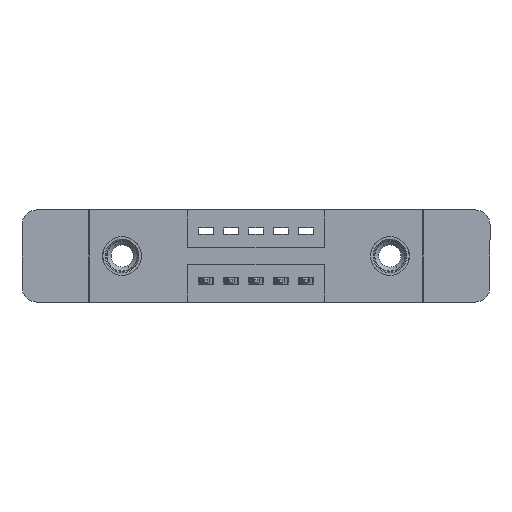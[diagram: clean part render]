
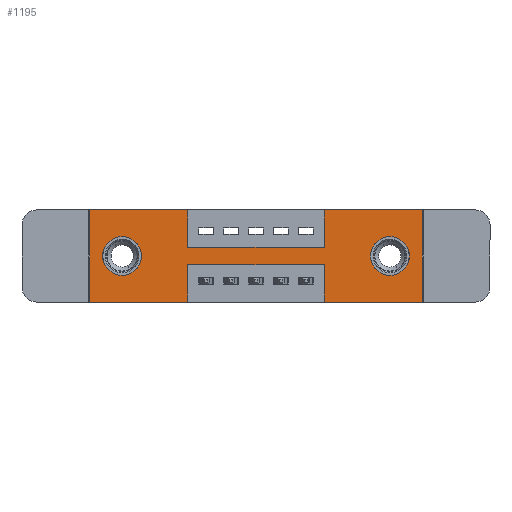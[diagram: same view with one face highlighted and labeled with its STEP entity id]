
A CAD part, front view. The second image highlights one B-rep face of the part: STEP entity #1195.
In plain terms, the highlighted planar face has unit normal (0, -1, 0).
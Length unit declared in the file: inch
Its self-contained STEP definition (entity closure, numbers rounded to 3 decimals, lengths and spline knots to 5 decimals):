
#110 = DIRECTION ( 'NONE',  ( 0., 1., 0. ) ) ;
#151 = LINE ( 'NONE', #12023, #10115 ) ;
#206 = CARTESIAN_POINT ( 'NONE',  ( 0.9425, 0., -0.37 ) ) ;
#415 = EDGE_LOOP ( 'NONE', ( #8807, #904, #7889, #8288, #2946, #9865, #8266, #1921, #8983, #5468, #3891, #6634 ) ) ;
#430 = EDGE_CURVE ( 'NONE', #7988, #11397, #11775, .T. ) ;
#904 = ORIENTED_EDGE ( 'NONE', *, *, #1984, .F. ) ;
#929 = CARTESIAN_POINT ( 'NONE',  ( 0.3925, 0., -0.37 ) ) ;
#976 = EDGE_LOOP ( 'NONE', ( #1265, #7409 ) ) ;
#1014 = CARTESIAN_POINT ( 'NONE',  ( 0., 0., -0.37 ) ) ;
#1071 = EDGE_CURVE ( 'NONE', #11973, #2256, #2293, .T. ) ;
#1195 = ADVANCED_FACE ( 'NONE', ( #7535, #5485, #1808 ), #11805, .T. ) ;
#1223 = VERTEX_POINT ( 'NONE', #10720 ) ;
#1265 = ORIENTED_EDGE ( 'NONE', *, *, #8389, .T. ) ;
#1344 = LINE ( 'NONE', #4933, #12155 ) ;
#1445 = CARTESIAN_POINT ( 'NONE',  ( 0.9425, 0., -0.37 ) ) ;
#1470 = CARTESIAN_POINT ( 'NONE',  ( 0., 0., 0. ) ) ;
#1537 = VECTOR ( 'NONE', #10951, 39.37008 ) ;
#1633 = CARTESIAN_POINT ( 'NONE',  ( 0., 0., -0.37 ) ) ;
#1723 = EDGE_CURVE ( 'NONE', #11433, #5131, #3051, .T. ) ;
#1808 = FACE_OUTER_BOUND ( 'NONE', #415, .T. ) ;
#1921 = ORIENTED_EDGE ( 'NONE', *, *, #7806, .F. ) ;
#1984 = EDGE_CURVE ( 'NONE', #5131, #11973, #11686, .T. ) ;
#2031 = DIRECTION ( 'NONE',  ( 1., 0., 0. ) ) ;
#2068 = CARTESIAN_POINT ( 'NONE',  ( 0.9425, 0., -0.22 ) ) ;
#2078 = LINE ( 'NONE', #12748, #8871 ) ;
#2117 = DIRECTION ( 'NONE',  ( 0., -1., 0. ) ) ;
#2217 = CARTESIAN_POINT ( 'NONE',  ( 0.13, 0., -0.185 ) ) ;
#2256 = VERTEX_POINT ( 'NONE', #5216 ) ;
#2293 = LINE ( 'NONE', #929, #3475 ) ;
#2453 = CARTESIAN_POINT ( 'NONE',  ( 0.13, 0., -0.263 ) ) ;
#2456 = DIRECTION ( 'NONE',  ( -1., 0., 0. ) ) ;
#2509 = AXIS2_PLACEMENT_3D ( 'NONE', #6569, #110, #8772 ) ;
#2815 = EDGE_CURVE ( 'NONE', #12949, #11433, #7278, .T. ) ;
#2898 = DIRECTION ( 'NONE',  ( 0., 0., -1. ) ) ;
#2917 = CARTESIAN_POINT ( 'NONE',  ( 0.3925, 0., -0.22 ) ) ;
#2946 = ORIENTED_EDGE ( 'NONE', *, *, #5985, .F. ) ;
#3039 = VECTOR ( 'NONE', #4029, 39.37008 ) ;
#3051 = LINE ( 'NONE', #206, #9364 ) ;
#3309 = LINE ( 'NONE', #4679, #9769 ) ;
#3353 = EDGE_CURVE ( 'NONE', #3907, #1223, #8326, .T. ) ;
#3475 = VECTOR ( 'NONE', #10585, 39.37008 ) ;
#3504 = VERTEX_POINT ( 'NONE', #1633 ) ;
#3766 = EDGE_CURVE ( 'NONE', #3821, #9857, #11822, .T. ) ;
#3787 = DIRECTION ( 'NONE',  ( 0., 0., -1. ) ) ;
#3821 = VERTEX_POINT ( 'NONE', #10744 ) ;
#3891 = ORIENTED_EDGE ( 'NONE', *, *, #11515, .F. ) ;
#3907 = VERTEX_POINT ( 'NONE', #1470 ) ;
#4029 = DIRECTION ( 'NONE',  ( -1., 0., 0. ) ) ;
#4199 = VECTOR ( 'NONE', #11113, 39.37008 ) ;
#4451 = CARTESIAN_POINT ( 'NONE',  ( 0., 0., -0.37 ) ) ;
#4545 = EDGE_CURVE ( 'NONE', #5449, #9555, #11640, .T. ) ;
#4679 = CARTESIAN_POINT ( 'NONE',  ( 0.3925, 0., 0. ) ) ;
#4693 = DIRECTION ( 'NONE',  ( 0., 0., -1. ) ) ;
#4933 = CARTESIAN_POINT ( 'NONE',  ( 0., 0., 0. ) ) ;
#5131 = VERTEX_POINT ( 'NONE', #2068 ) ;
#5181 = LINE ( 'NONE', #13505, #5675 ) ;
#5216 = CARTESIAN_POINT ( 'NONE',  ( 0.3925, 0., -0.37 ) ) ;
#5449 = VERTEX_POINT ( 'NONE', #7363 ) ;
#5468 = ORIENTED_EDGE ( 'NONE', *, *, #3353, .F. ) ;
#5485 = FACE_BOUND ( 'NONE', #11570, .T. ) ;
#5675 = VECTOR ( 'NONE', #2898, 39.37008 ) ;
#5831 = AXIS2_PLACEMENT_3D ( 'NONE', #11923, #10701, #11783 ) ;
#5918 = CARTESIAN_POINT ( 'NONE',  ( 1.205, 0., -0.185 ) ) ;
#5985 = EDGE_CURVE ( 'NONE', #11397, #12949, #5181, .T. ) ;
#6023 = VECTOR ( 'NONE', #2031, 39.37008 ) ;
#6569 = CARTESIAN_POINT ( 'NONE',  ( 1.205, 0., -0.185 ) ) ;
#6634 = ORIENTED_EDGE ( 'NONE', *, *, #11374, .F. ) ;
#6789 = EDGE_CURVE ( 'NONE', #9857, #3821, #8553, .T. ) ;
#6962 = AXIS2_PLACEMENT_3D ( 'NONE', #2217, #7571, #9803 ) ;
#6983 = CIRCLE ( 'NONE', #2509, 0.078 ) ;
#7269 = DIRECTION ( 'NONE',  ( 1., 0., 0. ) ) ;
#7278 = LINE ( 'NONE', #4451, #1537 ) ;
#7363 = CARTESIAN_POINT ( 'NONE',  ( 1.205, 0., -0.263 ) ) ;
#7409 = ORIENTED_EDGE ( 'NONE', *, *, #4545, .T. ) ;
#7535 = FACE_BOUND ( 'NONE', #976, .T. ) ;
#7571 = DIRECTION ( 'NONE',  ( 0., 1., 0. ) ) ;
#7806 = EDGE_CURVE ( 'NONE', #11008, #12032, #2078, .T. ) ;
#7889 = ORIENTED_EDGE ( 'NONE', *, *, #1723, .F. ) ;
#7988 = VERTEX_POINT ( 'NONE', #8692 ) ;
#8266 = ORIENTED_EDGE ( 'NONE', *, *, #11314, .F. ) ;
#8282 = LINE ( 'NONE', #12167, #4199 ) ;
#8288 = ORIENTED_EDGE ( 'NONE', *, *, #2815, .F. ) ;
#8302 = AXIS2_PLACEMENT_3D ( 'NONE', #1014, #2117, #8568 ) ;
#8326 = LINE ( 'NONE', #9097, #13178 ) ;
#8389 = EDGE_CURVE ( 'NONE', #9555, #5449, #6983, .T. ) ;
#8553 = CIRCLE ( 'NONE', #6962, 0.078 ) ;
#8568 = DIRECTION ( 'NONE',  ( 0., 0., -1. ) ) ;
#8692 = CARTESIAN_POINT ( 'NONE',  ( 0.9425, 0., 0. ) ) ;
#8772 = DIRECTION ( 'NONE',  ( 0., 0., -1. ) ) ;
#8807 = ORIENTED_EDGE ( 'NONE', *, *, #1071, .F. ) ;
#8871 = VECTOR ( 'NONE', #7269, 39.37008 ) ;
#8979 = DIRECTION ( 'NONE',  ( 0., 1., 0. ) ) ;
#8983 = ORIENTED_EDGE ( 'NONE', *, *, #12962, .F. ) ;
#9097 = CARTESIAN_POINT ( 'NONE',  ( 0., 0., 0. ) ) ;
#9238 = CARTESIAN_POINT ( 'NONE',  ( 0.3925, 0., -0.15 ) ) ;
#9320 = DIRECTION ( 'NONE',  ( 0., 0., 1. ) ) ;
#9364 = VECTOR ( 'NONE', #11912, 39.37008 ) ;
#9555 = VERTEX_POINT ( 'NONE', #9585 ) ;
#9585 = CARTESIAN_POINT ( 'NONE',  ( 1.205, 0., -0.107 ) ) ;
#9769 = VECTOR ( 'NONE', #3787, 39.37008 ) ;
#9803 = DIRECTION ( 'NONE',  ( 0., 0., 1. ) ) ;
#9857 = VERTEX_POINT ( 'NONE', #2453 ) ;
#9865 = ORIENTED_EDGE ( 'NONE', *, *, #430, .F. ) ;
#9996 = CARTESIAN_POINT ( 'NONE',  ( 1.335, 0., 0. ) ) ;
#10029 = CARTESIAN_POINT ( 'NONE',  ( 0.3925, 0., -0.22 ) ) ;
#10115 = VECTOR ( 'NONE', #2456, 39.37008 ) ;
#10308 = DIRECTION ( 'NONE',  ( 1., 0., 0. ) ) ;
#10418 = ORIENTED_EDGE ( 'NONE', *, *, #3766, .T. ) ;
#10585 = DIRECTION ( 'NONE',  ( 0., 0., -1. ) ) ;
#10701 = DIRECTION ( 'NONE',  ( 0., 1., 0. ) ) ;
#10720 = CARTESIAN_POINT ( 'NONE',  ( 0.3925, 0., 0. ) ) ;
#10744 = CARTESIAN_POINT ( 'NONE',  ( 0.13, 0., -0.107 ) ) ;
#10951 = DIRECTION ( 'NONE',  ( -1., 0., 0. ) ) ;
#11008 = VERTEX_POINT ( 'NONE', #9238 ) ;
#11113 = DIRECTION ( 'NONE',  ( 0., 0., 1. ) ) ;
#11314 = EDGE_CURVE ( 'NONE', #12032, #7988, #8282, .T. ) ;
#11374 = EDGE_CURVE ( 'NONE', #2256, #3504, #151, .T. ) ;
#11397 = VERTEX_POINT ( 'NONE', #9996 ) ;
#11433 = VERTEX_POINT ( 'NONE', #1445 ) ;
#11515 = EDGE_CURVE ( 'NONE', #3504, #3907, #1344, .T. ) ;
#11570 = EDGE_LOOP ( 'NONE', ( #10418, #13546 ) ) ;
#11640 = CIRCLE ( 'NONE', #12644, 0.078 ) ;
#11686 = LINE ( 'NONE', #2917, #3039 ) ;
#11760 = CARTESIAN_POINT ( 'NONE',  ( 0., 0., 0. ) ) ;
#11775 = LINE ( 'NONE', #11760, #6023 ) ;
#11783 = DIRECTION ( 'NONE',  ( 0., 0., 1. ) ) ;
#11805 = PLANE ( 'NONE',  #8302 ) ;
#11822 = CIRCLE ( 'NONE', #5831, 0.078 ) ;
#11912 = DIRECTION ( 'NONE',  ( 0., 0., 1. ) ) ;
#11923 = CARTESIAN_POINT ( 'NONE',  ( 0.13, 0., -0.185 ) ) ;
#11973 = VERTEX_POINT ( 'NONE', #10029 ) ;
#12023 = CARTESIAN_POINT ( 'NONE',  ( 0., 0., -0.37 ) ) ;
#12032 = VERTEX_POINT ( 'NONE', #13573 ) ;
#12155 = VECTOR ( 'NONE', #9320, 39.37008 ) ;
#12167 = CARTESIAN_POINT ( 'NONE',  ( 0.9425, 0., 0. ) ) ;
#12528 = CARTESIAN_POINT ( 'NONE',  ( 1.335, 0., -0.37 ) ) ;
#12644 = AXIS2_PLACEMENT_3D ( 'NONE', #5918, #8979, #4693 ) ;
#12748 = CARTESIAN_POINT ( 'NONE',  ( 0.3925, 0., -0.15 ) ) ;
#12949 = VERTEX_POINT ( 'NONE', #12528 ) ;
#12962 = EDGE_CURVE ( 'NONE', #1223, #11008, #3309, .T. ) ;
#13178 = VECTOR ( 'NONE', #10308, 39.37008 ) ;
#13505 = CARTESIAN_POINT ( 'NONE',  ( 1.335, 0., 0. ) ) ;
#13546 = ORIENTED_EDGE ( 'NONE', *, *, #6789, .T. ) ;
#13573 = CARTESIAN_POINT ( 'NONE',  ( 0.9425, 0., -0.15 ) ) ;
